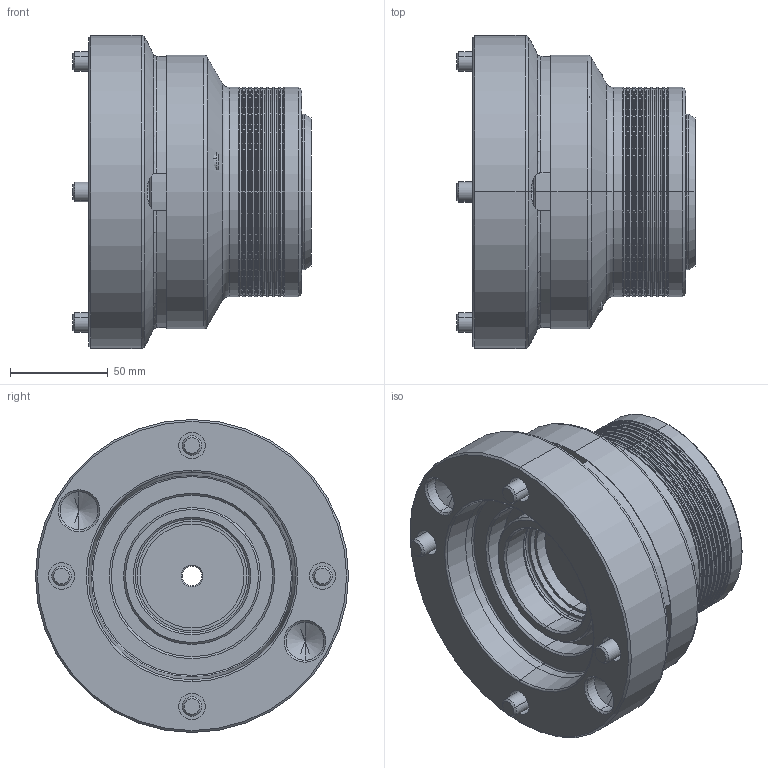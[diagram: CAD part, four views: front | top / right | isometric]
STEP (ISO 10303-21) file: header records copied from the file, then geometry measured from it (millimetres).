
FILE_DESCRIPTION (( 'STEP AP203' ), '1' );
FILE_NAME ('CF-CBE-52A6.STEP', '2018-10-09T06:41:15', ( '' ), ( '' ), 'SwSTEP 2.0', 'SolidWorks 2016', '' );
FILE_SCHEMA (( 'CONFIG_CONTROL_DESIGN' ));
Length unit declared in the file: millimetre
Products named in the file (7): CF-CBE-52A6; CF-CBE-52-03000; CF-CBE-52-01000; CF-CBE-52A6-01000; 圓頭內六角螺栓_M10x25; CF-CBE-52-02000; CF-RG52-D20
Assembly tree (15 placements, depth 2):
  CF-CBE-52A6
    CF-CBE-52-01000
    CF-CBE-52-02000
    CF-CBE-52-03000
    CF-CBE-52A6-01000
    圓頭內六角螺栓_M10x25  x10
    CF-RG52-D20
Bounding box: 121.72 x 160 x 160 mm (x, y, z)
Volume: 1253721.7 mm3; surface area: 256808.3 mm2
Topology: 15 solids, 15 shells, 638 faces, 1506 edges, 900 vertices
Faces by surface type: plane 207, cylinder 202, cone 171, torus 58
Entity records: 13471 total; most frequent: CARTESIAN_POINT 2572, DIRECTION 2310, ORIENTED_EDGE 1968, AXIS2_PLACEMENT_3D 985, EDGE_CURVE 984, VERTEX_POINT 603, CIRCLE 554, EDGE_LOOP 457
